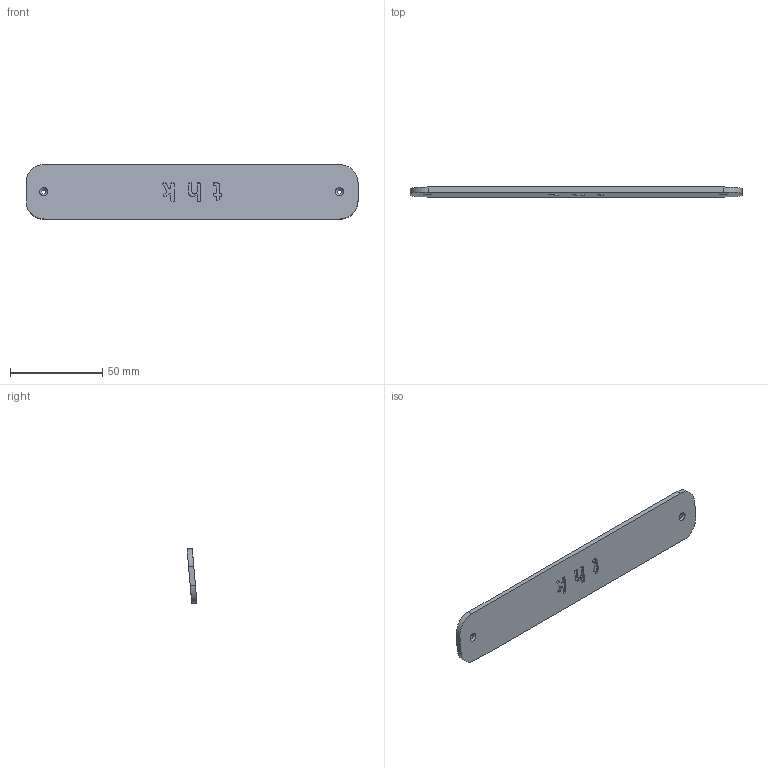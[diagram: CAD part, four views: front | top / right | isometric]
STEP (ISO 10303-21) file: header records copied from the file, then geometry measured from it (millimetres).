
FILE_DESCRIPTION(/* description */ (''),/* implementation_level */ '2;1');
FILE_NAME(/* name */ 'planckeneko_case_brass_weight.step',/* time_stamp */ '2022-06-10T00:42:25-07:00',/* author */ (''),/* organization */ (''),/* preprocessor_version */ 'ST-DEVELOPER v19',/* originating_system */ 'Autodesk Translation Framework v11.7.0.108',/* authorisation */ '');
FILE_SCHEMA (('AUTOMOTIVE_DESIGN { 1 0 10303 214 3 1 1 }'));
Length unit declared in the file: millimetre
Products named in the file (1): planckeneko_case
Bounding box: 179.6 x 5.37 x 29.73 mm (x, y, z)
Volume: 14520.5 mm3; surface area: 11713.6 mm2
Topology: 1 solids, 1 shells, 97 faces, 274 edges, 182 vertices
Faces by surface type: plane 39, cylinder 34, bspline 22, cone 2
Full cylindrical faces by diameter (mm): 2.4 x2
Entity records: 3447 total; most frequent: CARTESIAN_POINT 966, ORIENTED_EDGE 548, DIRECTION 448, EDGE_CURVE 274, VERTEX_POINT 182, LINE 156, VECTOR 156, AXIS2_PLACEMENT_3D 146
